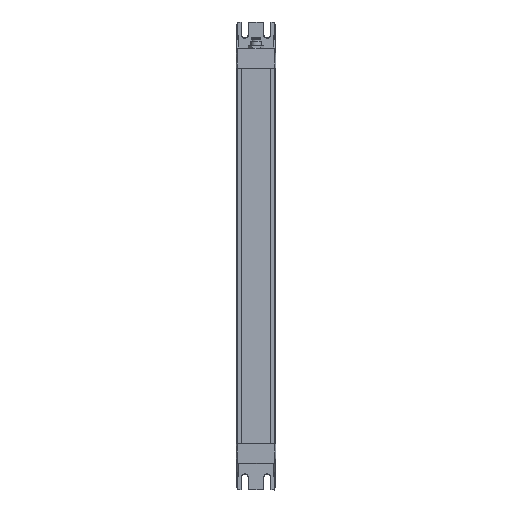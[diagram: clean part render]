
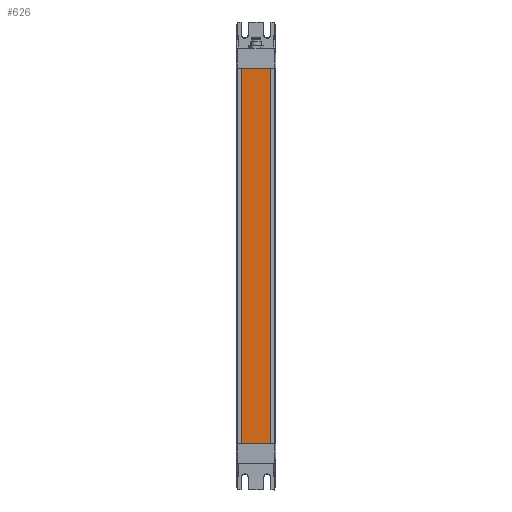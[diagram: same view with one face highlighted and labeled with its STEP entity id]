
A CAD part, top view. The second image highlights one B-rep face of the part: STEP entity #626.
In plain terms, the highlighted planar face has unit normal (0, 0, 1).
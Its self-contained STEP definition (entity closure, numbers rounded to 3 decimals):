
#599=AXIS2_PLACEMENT_3D('Plane Axis2P3D',#596,#597,#598) ;
#574=CARTESIAN_POINT('Vertex',(2.002,35.,15.8)) ;
#577=CARTESIAN_POINT('Line Origine',(2.002,320.,15.8)) ;
#581=CARTESIAN_POINT('Vertex',(2.002,320.,15.8)) ;
#596=CARTESIAN_POINT('Axis2P3D Location',(27.5,327.5,15.8)) ;
#601=CARTESIAN_POINT('Line Origine',(14.751,35.,15.8)) ;
#605=CARTESIAN_POINT('Vertex',(27.5,35.,15.8)) ;
#608=CARTESIAN_POINT('Line Origine',(27.5,177.5,15.8)) ;
#612=CARTESIAN_POINT('Vertex',(27.5,320.,15.8)) ;
#615=CARTESIAN_POINT('Line Origine',(14.751,320.,15.8)) ;
#578=DIRECTION('Vector Direction',(0.,-1.,0.)) ;
#597=DIRECTION('Axis2P3D Direction',(0.,0.,1.)) ;
#598=DIRECTION('Axis2P3D XDirection',(-1.,0.,0.)) ;
#602=DIRECTION('Vector Direction',(-1.,0.,0.)) ;
#609=DIRECTION('Vector Direction',(0.,-1.,0.)) ;
#616=DIRECTION('Vector Direction',(1.,0.,0.)) ;
#579=VECTOR('Line Direction',#578,1.) ;
#603=VECTOR('Line Direction',#602,1.) ;
#610=VECTOR('Line Direction',#609,1.) ;
#617=VECTOR('Line Direction',#616,1.) ;
#621=ORIENTED_EDGE('',*,*,#583,.T.) ;
#622=ORIENTED_EDGE('',*,*,#607,.F.) ;
#623=ORIENTED_EDGE('',*,*,#614,.F.) ;
#624=ORIENTED_EDGE('',*,*,#619,.F.) ;
#626=ADVANCED_FACE('Hauptkoerper',(#625),#600,.T.) ;
#583=EDGE_CURVE('',#582,#575,#580,.T.) ;
#607=EDGE_CURVE('',#606,#575,#604,.T.) ;
#614=EDGE_CURVE('',#613,#606,#611,.T.) ;
#619=EDGE_CURVE('',#582,#613,#618,.T.) ;
#620=EDGE_LOOP('',(#621,#622,#623,#624)) ;
#625=FACE_OUTER_BOUND('',#620,.T.) ;
#580=LINE('Line',#577,#579) ;
#604=LINE('Line',#601,#603) ;
#611=LINE('Line',#608,#610) ;
#618=LINE('Line',#615,#617) ;
#600=PLANE('',#599) ;
#575=VERTEX_POINT('',#574) ;
#582=VERTEX_POINT('',#581) ;
#606=VERTEX_POINT('',#605) ;
#613=VERTEX_POINT('',#612) ;
